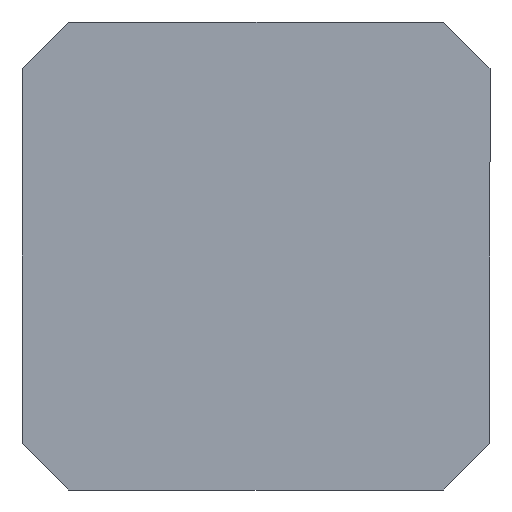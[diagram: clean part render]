
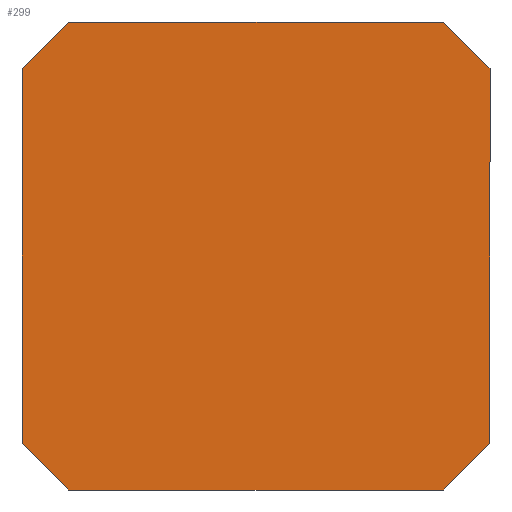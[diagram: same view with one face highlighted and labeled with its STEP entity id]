
A CAD part, front view. The second image highlights one B-rep face of the part: STEP entity #299.
In plain terms, the highlighted planar face has unit normal (0, -1, 0).
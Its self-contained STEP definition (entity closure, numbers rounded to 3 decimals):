
#3 = FACE_OUTER_BOUND ( 'NONE', #785, .T. ) ;
#39 = CARTESIAN_POINT ( 'NONE',  ( 60., 0., 75. ) ) ;
#55 = ORIENTED_EDGE ( 'NONE', *, *, #514, .F. ) ;
#108 = LINE ( 'NONE', #1590, #433 ) ;
#117 = CARTESIAN_POINT ( 'NONE',  ( 60., 0., -75. ) ) ;
#121 = EDGE_CURVE ( 'NONE', #1722, #1169, #2005, .T. ) ;
#194 = DIRECTION ( 'NONE',  ( -0.707, 0., 0.707 ) ) ;
#241 = VERTEX_POINT ( 'NONE', #1277 ) ;
#299 = ADVANCED_FACE ( 'NONE', ( #3 ), #498, .F. ) ;
#318 = CARTESIAN_POINT ( 'NONE',  ( 75., 0., -60. ) ) ;
#328 = EDGE_CURVE ( 'NONE', #1857, #1252, #2114, .T. ) ;
#352 = VECTOR ( 'NONE', #1425, 1000. ) ;
#356 = LINE ( 'NONE', #845, #1986 ) ;
#380 = CARTESIAN_POINT ( 'NONE',  ( -75., 0., -60. ) ) ;
#403 = ORIENTED_EDGE ( 'NONE', *, *, #121, .T. ) ;
#422 = ORIENTED_EDGE ( 'NONE', *, *, #904, .T. ) ;
#433 = VECTOR ( 'NONE', #1750, 1000. ) ;
#460 = CARTESIAN_POINT ( 'NONE',  ( 0., 0., 0. ) ) ;
#498 = PLANE ( 'NONE',  #1162 ) ;
#514 = EDGE_CURVE ( 'NONE', #892, #1169, #108, .T. ) ;
#541 = DIRECTION ( 'NONE',  ( -0.707, 0., -0.707 ) ) ;
#663 = DIRECTION ( 'NONE',  ( 0., 0., 1. ) ) ;
#737 = DIRECTION ( 'NONE',  ( 0., 0., 1. ) ) ;
#783 = VECTOR ( 'NONE', #1470, 1000. ) ;
#785 = EDGE_LOOP ( 'NONE', ( #55, #1208, #1186, #1644, #1672, #422, #1399, #403 ) ) ;
#845 = CARTESIAN_POINT ( 'NONE',  ( 75., 0., 60. ) ) ;
#892 = VERTEX_POINT ( 'NONE', #1184 ) ;
#904 = EDGE_CURVE ( 'NONE', #1595, #241, #2023, .T. ) ;
#940 = VECTOR ( 'NONE', #1189, 1000. ) ;
#945 = EDGE_CURVE ( 'NONE', #1722, #241, #1413, .T. ) ;
#946 = DIRECTION ( 'NONE',  ( 0.707, 0., 0.707 ) ) ;
#1009 = EDGE_CURVE ( 'NONE', #1595, #1693, #2080, .T. ) ;
#1053 = VECTOR ( 'NONE', #541, 1000. ) ;
#1112 = EDGE_CURVE ( 'NONE', #892, #1252, #1631, .T. ) ;
#1154 = CARTESIAN_POINT ( 'NONE',  ( 75., 0., -75. ) ) ;
#1162 = AXIS2_PLACEMENT_3D ( 'NONE', #460, #1791, #663 ) ;
#1169 = VERTEX_POINT ( 'NONE', #1465 ) ;
#1184 = CARTESIAN_POINT ( 'NONE',  ( 60., 0., -75. ) ) ;
#1186 = ORIENTED_EDGE ( 'NONE', *, *, #328, .F. ) ;
#1189 = DIRECTION ( 'NONE',  ( 0.707, 0., -0.707 ) ) ;
#1208 = ORIENTED_EDGE ( 'NONE', *, *, #1112, .T. ) ;
#1252 = VERTEX_POINT ( 'NONE', #318 ) ;
#1277 = CARTESIAN_POINT ( 'NONE',  ( -75., 0., 60. ) ) ;
#1349 = CARTESIAN_POINT ( 'NONE',  ( -60., 0., 75. ) ) ;
#1351 = CARTESIAN_POINT ( 'NONE',  ( -75., 0., -60. ) ) ;
#1399 = ORIENTED_EDGE ( 'NONE', *, *, #945, .F. ) ;
#1413 = LINE ( 'NONE', #1898, #1917 ) ;
#1425 = DIRECTION ( 'NONE',  ( 1., 0., 0. ) ) ;
#1465 = CARTESIAN_POINT ( 'NONE',  ( -60., 0., -75. ) ) ;
#1470 = DIRECTION ( 'NONE',  ( 0., 0., -1. ) ) ;
#1497 = CARTESIAN_POINT ( 'NONE',  ( -60., 0., 75. ) ) ;
#1537 = VECTOR ( 'NONE', #946, 1000. ) ;
#1590 = CARTESIAN_POINT ( 'NONE',  ( -75., 0., -75. ) ) ;
#1595 = VERTEX_POINT ( 'NONE', #1349 ) ;
#1631 = LINE ( 'NONE', #117, #1537 ) ;
#1644 = ORIENTED_EDGE ( 'NONE', *, *, #1669, .T. ) ;
#1669 = EDGE_CURVE ( 'NONE', #1857, #1693, #356, .T. ) ;
#1672 = ORIENTED_EDGE ( 'NONE', *, *, #1009, .F. ) ;
#1693 = VERTEX_POINT ( 'NONE', #39 ) ;
#1722 = VERTEX_POINT ( 'NONE', #380 ) ;
#1723 = CARTESIAN_POINT ( 'NONE',  ( -75., 0., 75. ) ) ;
#1737 = CARTESIAN_POINT ( 'NONE',  ( 75., 0., 60. ) ) ;
#1750 = DIRECTION ( 'NONE',  ( -1., 0., 0. ) ) ;
#1791 = DIRECTION ( 'NONE',  ( 0., 1., 0. ) ) ;
#1857 = VERTEX_POINT ( 'NONE', #1737 ) ;
#1898 = CARTESIAN_POINT ( 'NONE',  ( -75., 0., -75. ) ) ;
#1917 = VECTOR ( 'NONE', #737, 1000. ) ;
#1986 = VECTOR ( 'NONE', #194, 1000. ) ;
#2005 = LINE ( 'NONE', #1351, #940 ) ;
#2023 = LINE ( 'NONE', #1497, #1053 ) ;
#2080 = LINE ( 'NONE', #1723, #352 ) ;
#2114 = LINE ( 'NONE', #1154, #783 ) ;
